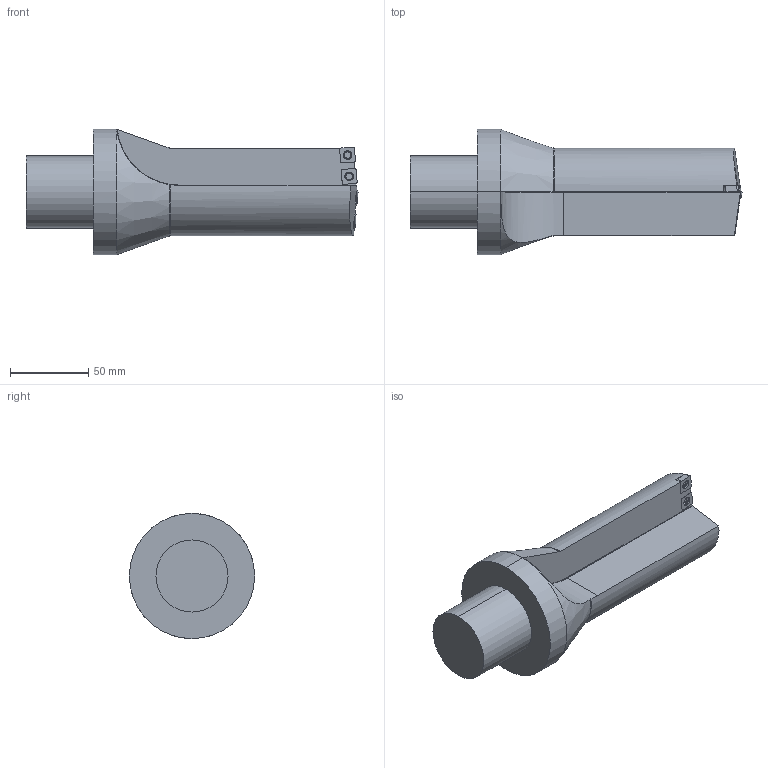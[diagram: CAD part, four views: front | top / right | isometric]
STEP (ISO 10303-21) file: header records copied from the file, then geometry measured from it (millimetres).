
FILE_DESCRIPTION((''),'2;1');
FILE_NAME('1087957098_ASM','2021-02-04T08:34:54',('thiemer'),(''),'CREO PARAMETRIC BY PTC INC, 2020053','CREO PARAMETRIC BY PTC INC, 2020053','');
FILE_SCHEMA(('AP242_MANAGED_MODEL_BASED_3D_ENGINEERING_MIM_LF { 1 0 10303 442 1 1 4 }'));
Length unit declared in the file: millimetre
Products named in the file (3): 1087957098NC; 1087957098C; 1087957098_ASM
Assembly tree (5 placements, depth 2):
  1087957098_ASM
    1087957098NC
    1087957098C  x4
Bounding box: 212 x 80 x 80 mm (x, y, z)
Volume: 409176.9 mm3; surface area: 50373.4 mm2
Topology: 5 solids, 5 shells, 123 faces, 441 edges, 330 vertices
Faces by surface type: plane 53, cylinder 46, torus 14, cone 10
Entity records: 4604 total; most frequent: CARTESIAN_POINT 699, DIRECTION 512, ORIENTED_EDGE 340, PRESENTATION_STYLE_ASSIGNMENT 292, STYLED_ITEM 292, CURVE_STYLE 289, VECTOR 184, LINE 184
